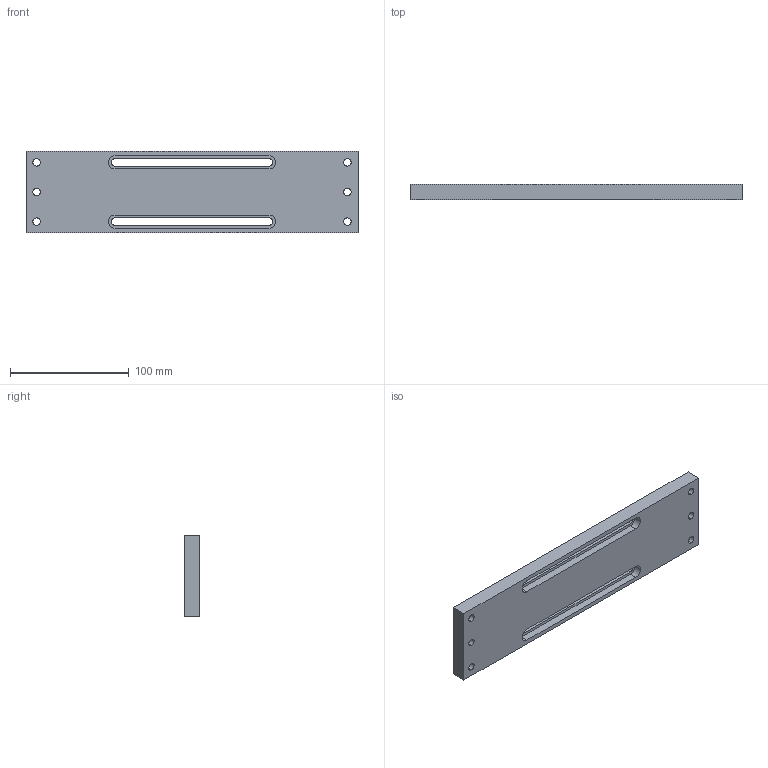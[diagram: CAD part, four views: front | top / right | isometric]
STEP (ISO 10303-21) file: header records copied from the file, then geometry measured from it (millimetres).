
FILE_DESCRIPTION (( 'STEP AP214' ), '1' );
FILE_NAME ('mesoS-11 - BRIDGE - WIDE (CATALOG MODEL).STEP', '2023-11-03T22:04:04', ( '' ), ( '' ), 'SwSTEP 2.0', 'SolidWorks 2023', '' );
FILE_SCHEMA (( 'AUTOMOTIVE_DESIGN' ));
Length unit declared in the file: inch
Products named in the file (1): mesoS-11 - BRIDGE - WIDE (CATALOG MODEL)
Bounding box: 280.01 x 12.7 x 68.58 mm (x, y, z)
Volume: 208397.1 mm3; surface area: 52847.4 mm2
Topology: 1 solids, 1 shells, 54 faces, 132 edges, 88 vertices
Faces by surface type: cylinder 32, plane 22
Entity records: 1679 total; most frequent: DIRECTION 306, CARTESIAN_POINT 275, ORIENTED_EDGE 264, EDGE_CURVE 132, AXIS2_PLACEMENT_3D 119, VERTEX_POINT 88, EDGE_LOOP 78, VECTOR 68
